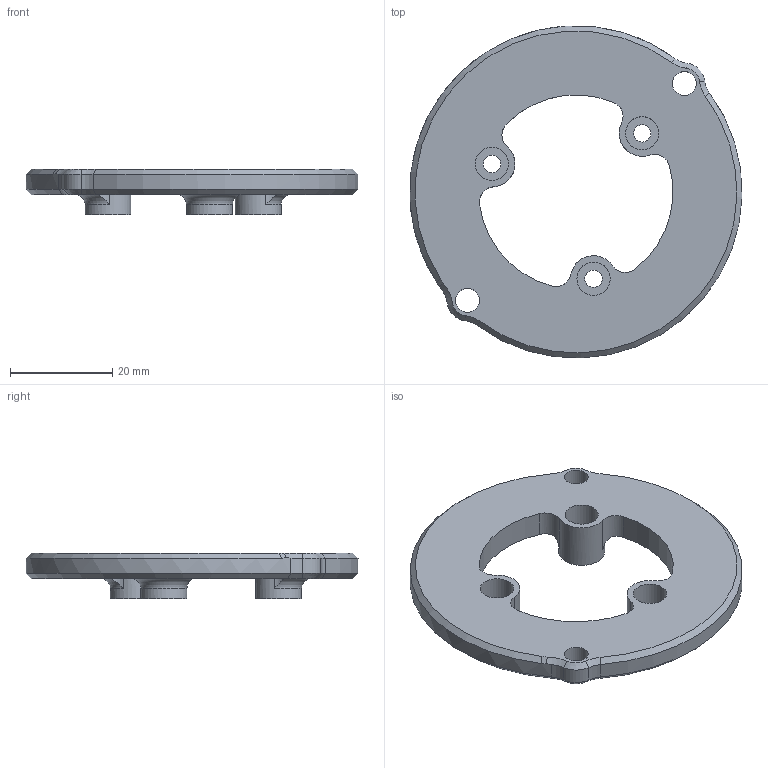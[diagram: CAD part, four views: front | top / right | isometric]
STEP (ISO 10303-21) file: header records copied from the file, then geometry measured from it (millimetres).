
FILE_DESCRIPTION(/* description */ (''),/* implementation_level */ '2;1');
FILE_NAME(/* name */ 'mount_plate_nidec.step',/* time_stamp */ '2024-01-16T21:54:48+01:00',/* author */ (''),/* organization */ (''),/* preprocessor_version */ 'ST-DEVELOPER v20',/* originating_system */ 'Autodesk Translation Framework v12.14.0.127',/* authorisation */ '');
FILE_SCHEMA (('AUTOMOTIVE_DESIGN { 1 0 10303 214 3 1 1 }'));
Length unit declared in the file: millimetre
Products named in the file (1): Mount Plate Nidec
Bounding box: 64.95 x 64.96 x 9 mm (x, y, z)
Volume: 11399.1 mm3; surface area: 6970.8 mm2
Topology: 1 solids, 1 shells, 60 faces, 151 edges, 96 vertices
Faces by surface type: cylinder 28, cone 18, plane 8, bspline 3, torus 3
Full cylindrical faces by diameter (mm): 3.4 x3, 4.7 x2, 6.5 x3, 9 x3
Entity records: 2120 total; most frequent: CARTESIAN_POINT 584, DIRECTION 332, ORIENTED_EDGE 302, EDGE_CURVE 151, AXIS2_PLACEMENT_3D 142, VERTEX_POINT 96, CIRCLE 84, EDGE_LOOP 75
